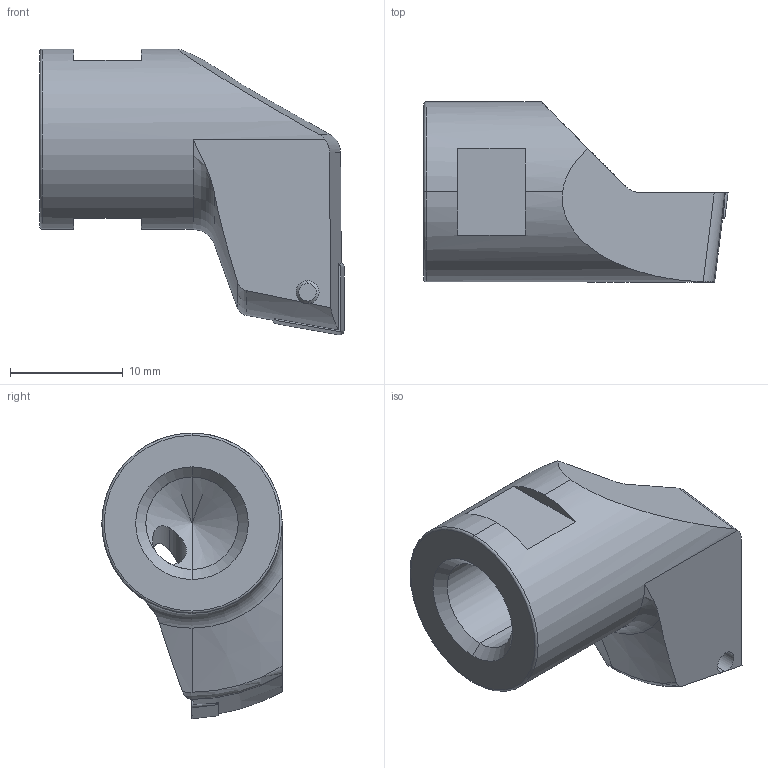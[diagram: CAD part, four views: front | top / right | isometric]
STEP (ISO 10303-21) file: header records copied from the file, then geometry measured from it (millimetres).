
FILE_DESCRIPTION (( 'STEP AP203' ), '1' );
FILE_NAME ('278.347.006C.STEP', '2024-08-27T07:46:26', ( '' ), ( '' ), 'SwSTEP 2.0', 'SolidWorks 2022', '' );
FILE_SCHEMA (( 'CONFIG_CONTROL_DESIGN' ));
Length unit declared in the file: millimetre
Products named in the file (4): HS0-A35.K11.027_B; 278.347.006C; WCA-ER2.001.006_A; CCMT060204
Assembly tree (3 placements, depth 2):
  278.347.006C
    HS0-A35.K11.027_B
    WCA-ER2.001.006_A
    CCMT060204
Bounding box: 27 x 16 x 25.38 mm (x, y, z)
Volume: 3693.3 mm3; surface area: 2370.2 mm2
Topology: 3 solids, 3 shells, 123 faces, 314 edges, 193 vertices
Faces by surface type: cylinder 35, plane 34, cone 28, torus 12, bspline 12, sphere 2
Entity records: 4445 total; most frequent: CARTESIAN_POINT 1218, ORIENTED_EDGE 620, DIRECTION 570, EDGE_CURVE 310, AXIS2_PLACEMENT_3D 228, VERTEX_POINT 193, EDGE_LOOP 129, FACE_OUTER_BOUND 123
